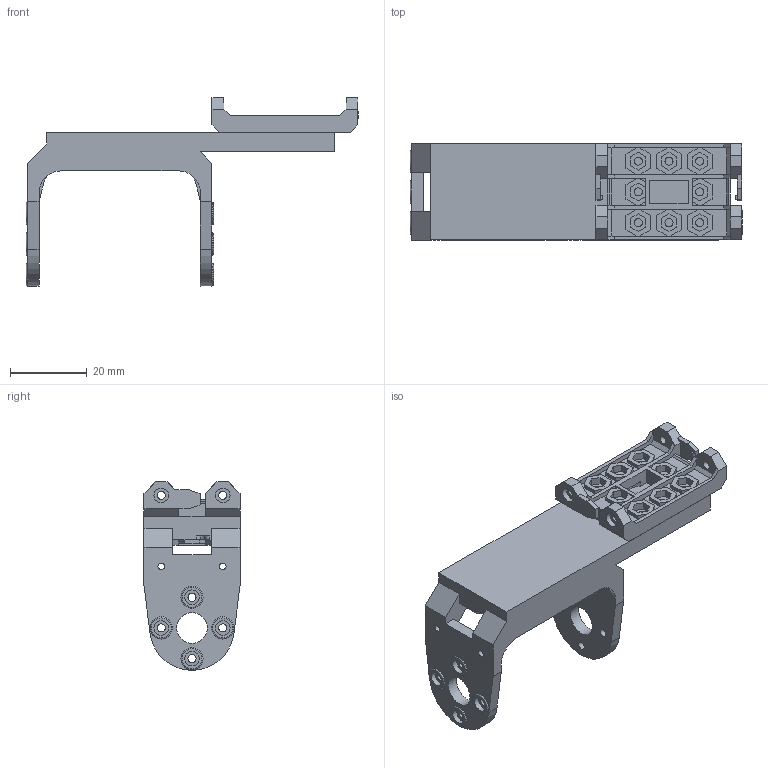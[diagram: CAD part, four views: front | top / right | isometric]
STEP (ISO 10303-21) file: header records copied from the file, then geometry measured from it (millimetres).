
FILE_DESCRIPTION(/* description */ (''),/* implementation_level */ '2;1');
FILE_NAME(/* name */ 'Interfas_3.step',/* time_stamp */ '2022-08-17T00:10:58-05:00',/* author */ ('ferbm'),/* organization */ (''),/* preprocessor_version */ 'ST-DEVELOPER v18.1',/* originating_system */ 'Autodesk Inventor 2021',/* authorisation */ '');
FILE_SCHEMA (('AUTOMOTIVE_DESIGN { 1 0 10303 214 3 1 1 }'));
Length unit declared in the file: millimetre
Products named in the file (1): Interfas_3
Bounding box: 86.4 x 25 x 48.96 mm (x, y, z)
Volume: 18240.9 mm3; surface area: 13750.5 mm2
Topology: 2 solids, 2 shells, 569 faces, 1598 edges, 1062 vertices
Faces by surface type: plane 477, cylinder 84, torus 8
Full cylindrical faces by diameter (mm): 1.7 x4, 2.1 x20, 3.8 x12, 5.8 x8, 8 x2
Entity records: 18284 total; most frequent: CARTESIAN_POINT 3230, ORIENTED_EDGE 3196, DIRECTION 2934, EDGE_CURVE 1598, LINE 1402, VECTOR 1402, VERTEX_POINT 1062, AXIS2_PLACEMENT_3D 766
